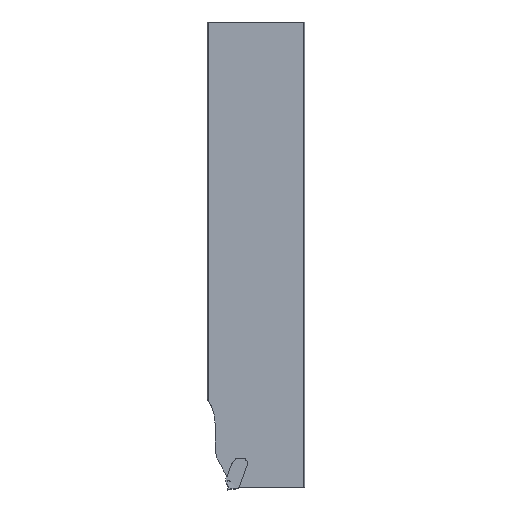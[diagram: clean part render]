
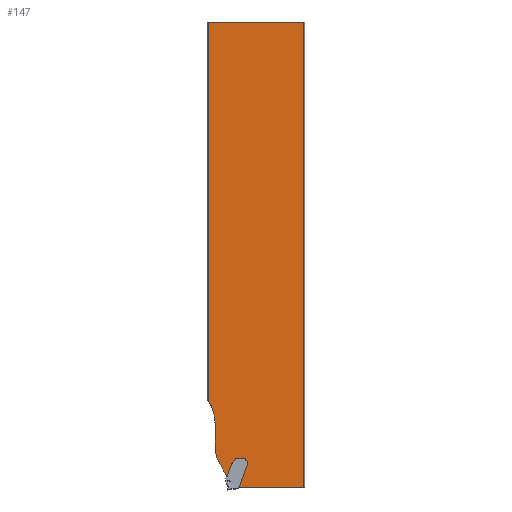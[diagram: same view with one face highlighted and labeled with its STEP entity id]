
A CAD part, left-side view. The second image highlights one B-rep face of the part: STEP entity #147.
In plain terms, the highlighted planar face has unit normal (-1, 0, 0).
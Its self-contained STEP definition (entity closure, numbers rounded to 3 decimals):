
#111=PLANE('',#1692);
#147=ADVANCED_FACE('SHANKHEAD_FACE_LEFT',(#251),#111,.T.);
#251=FACE_OUTER_BOUND('',#327,.T.);
#327=EDGE_LOOP('',(#750,#751,#752,#753,#754,#755,#756,#757,#758,#759,#760,
#761,#762,#763,#764,#765,#766,#767,#768,#769,#770,#771,#772,#773,#774));
#406=LINE('',#2295,#529);
#407=LINE('',#2297,#530);
#408=LINE('',#2301,#531);
#409=LINE('',#2305,#532);
#410=LINE('',#2318,#533);
#411=LINE('',#2322,#534);
#412=LINE('',#2324,#535);
#413=LINE('',#2326,#536);
#414=LINE('',#2332,#537);
#415=LINE('',#2345,#538);
#416=LINE('',#2347,#539);
#417=LINE('',#2349,#540);
#418=LINE('',#2351,#541);
#529=VECTOR('',#1850,1.);
#530=VECTOR('',#1851,1.);
#531=VECTOR('',#1854,1.);
#532=VECTOR('',#1857,1.);
#533=VECTOR('',#1862,1.);
#534=VECTOR('',#1865,1.);
#535=VECTOR('',#1866,1.);
#536=VECTOR('',#1867,1.);
#537=VECTOR('',#1872,1.);
#538=VECTOR('',#1877,1.);
#539=VECTOR('',#1878,1.);
#540=VECTOR('',#1879,1.);
#541=VECTOR('',#1880,1.);
#657=B_SPLINE_CURVE_WITH_KNOTS('',5,(#2309,#2310,#2311,#2312,#2313,#2314),
 .UNSPECIFIED.,.F.,.F.,(6,6),(0.,1.),.UNSPECIFIED.);
#658=B_SPLINE_CURVE_WITH_KNOTS('',5,(#2336,#2337,#2338,#2339,#2340,#2341),
 .UNSPECIFIED.,.F.,.F.,(6,6),(0.,1.),.UNSPECIFIED.);
#693=CIRCLE('',#1680,13.);
#694=CIRCLE('',#1683,10.);
#695=CIRCLE('',#1684,0.563);
#696=CIRCLE('',#1685,1.);
#697=CIRCLE('',#1687,0.8);
#698=CIRCLE('',#1688,0.5);
#699=CIRCLE('',#1689,0.75);
#700=CIRCLE('',#1691,1.);
#750=ORIENTED_EDGE('',*,*,#1319,.F.);
#751=ORIENTED_EDGE('',*,*,#1314,.T.);
#752=ORIENTED_EDGE('',*,*,#1320,.T.);
#753=ORIENTED_EDGE('',*,*,#1321,.T.);
#754=ORIENTED_EDGE('',*,*,#1322,.T.);
#755=ORIENTED_EDGE('',*,*,#1323,.T.);
#756=ORIENTED_EDGE('',*,*,#1324,.T.);
#757=ORIENTED_EDGE('',*,*,#1325,.F.);
#758=ORIENTED_EDGE('',*,*,#1326,.F.);
#759=ORIENTED_EDGE('',*,*,#1327,.F.);
#760=ORIENTED_EDGE('',*,*,#1328,.T.);
#761=ORIENTED_EDGE('',*,*,#1329,.T.);
#762=ORIENTED_EDGE('',*,*,#1330,.T.);
#763=ORIENTED_EDGE('',*,*,#1331,.F.);
#764=ORIENTED_EDGE('',*,*,#1332,.F.);
#765=ORIENTED_EDGE('',*,*,#1333,.T.);
#766=ORIENTED_EDGE('',*,*,#1334,.F.);
#767=ORIENTED_EDGE('',*,*,#1335,.F.);
#768=ORIENTED_EDGE('',*,*,#1336,.F.);
#769=ORIENTED_EDGE('',*,*,#1337,.F.);
#770=ORIENTED_EDGE('',*,*,#1338,.F.);
#771=ORIENTED_EDGE('',*,*,#1339,.F.);
#772=ORIENTED_EDGE('',*,*,#1340,.T.);
#773=ORIENTED_EDGE('',*,*,#1341,.T.);
#774=ORIENTED_EDGE('',*,*,#1342,.T.);
#1166=VERTEX_POINT('',#2264);
#1172=VERTEX_POINT('',#2284);
#1176=VERTEX_POINT('',#2296);
#1177=VERTEX_POINT('',#2298);
#1178=VERTEX_POINT('',#2300);
#1179=VERTEX_POINT('',#2302);
#1180=VERTEX_POINT('',#2304);
#1181=VERTEX_POINT('',#2306);
#1182=VERTEX_POINT('',#2308);
#1183=VERTEX_POINT('',#2315);
#1184=VERTEX_POINT('',#2317);
#1185=VERTEX_POINT('',#2319);
#1186=VERTEX_POINT('',#2321);
#1187=VERTEX_POINT('',#2323);
#1188=VERTEX_POINT('',#2325);
#1189=VERTEX_POINT('',#2327);
#1190=VERTEX_POINT('',#2329);
#1191=VERTEX_POINT('',#2331);
#1192=VERTEX_POINT('',#2333);
#1193=VERTEX_POINT('',#2335);
#1194=VERTEX_POINT('',#2342);
#1195=VERTEX_POINT('',#2344);
#1196=VERTEX_POINT('',#2346);
#1197=VERTEX_POINT('',#2348);
#1198=VERTEX_POINT('',#2350);
#1314=EDGE_CURVE('',#1166,#1172,#693,.T.);
#1319=EDGE_CURVE('',#1166,#1176,#406,.T.);
#1320=EDGE_CURVE('',#1172,#1177,#407,.T.);
#1321=EDGE_CURVE('',#1177,#1178,#694,.T.);
#1322=EDGE_CURVE('',#1178,#1179,#408,.T.);
#1323=EDGE_CURVE('',#1179,#1180,#695,.T.);
#1324=EDGE_CURVE('',#1180,#1181,#409,.T.);
#1325=EDGE_CURVE('',#1182,#1181,#696,.T.);
#1326=EDGE_CURVE('',#1183,#1182,#657,.T.);
#1327=EDGE_CURVE('',#1184,#1183,#1524,.T.);
#1328=EDGE_CURVE('',#1184,#1185,#410,.T.);
#1329=EDGE_CURVE('',#1185,#1186,#697,.T.);
#1330=EDGE_CURVE('',#1186,#1187,#411,.T.);
#1331=EDGE_CURVE('',#1188,#1187,#412,.T.);
#1332=EDGE_CURVE('',#1189,#1188,#413,.T.);
#1333=EDGE_CURVE('',#1189,#1190,#698,.T.);
#1334=EDGE_CURVE('',#1191,#1190,#699,.T.);
#1335=EDGE_CURVE('',#1192,#1191,#414,.T.);
#1336=EDGE_CURVE('',#1193,#1192,#1525,.T.);
#1337=EDGE_CURVE('',#1194,#1193,#658,.T.);
#1338=EDGE_CURVE('',#1195,#1194,#700,.T.);
#1339=EDGE_CURVE('',#1196,#1195,#415,.T.);
#1340=EDGE_CURVE('',#1196,#1197,#416,.T.);
#1341=EDGE_CURVE('',#1197,#1198,#417,.T.);
#1342=EDGE_CURVE('',#1198,#1176,#418,.T.);
#1524=ELLIPSE('',#1686,1.32,1.);
#1525=ELLIPSE('',#1690,1.46,1.);
#1680=AXIS2_PLACEMENT_3D('',#2285,#1840,#1841);
#1683=AXIS2_PLACEMENT_3D('',#2299,#1852,#1853);
#1684=AXIS2_PLACEMENT_3D('',#2303,#1855,#1856);
#1685=AXIS2_PLACEMENT_3D('',#2307,#1858,#1859);
#1686=AXIS2_PLACEMENT_3D('',#2316,#1860,#1861);
#1687=AXIS2_PLACEMENT_3D('',#2320,#1863,#1864);
#1688=AXIS2_PLACEMENT_3D('',#2328,#1868,#1869);
#1689=AXIS2_PLACEMENT_3D('',#2330,#1870,#1871);
#1690=AXIS2_PLACEMENT_3D('',#2334,#1873,#1874);
#1691=AXIS2_PLACEMENT_3D('',#2343,#1875,#1876);
#1692=AXIS2_PLACEMENT_3D('',#2352,#1881,#1882);
#1840=DIRECTION('',(1.,0.,0.));
#1841=DIRECTION('',(0.,1.,0.));
#1850=DIRECTION('',(0.,0.,1.));
#1851=DIRECTION('',(0.,0.,-1.));
#1852=DIRECTION('',(-1.,0.,0.));
#1853=DIRECTION('',(0.,1.,0.));
#1854=DIRECTION('',(0.,-0.5,-0.866));
#1855=DIRECTION('',(-1.,0.,0.));
#1856=DIRECTION('',(0.,1.,0.));
#1857=DIRECTION('',(0.,-0.342,0.94));
#1858=DIRECTION('',(-1.,0.,0.));
#1859=DIRECTION('',(0.,1.,0.));
#1860=DIRECTION('',(-1.,0.,0.));
#1861=DIRECTION('',(0.,-0.707,0.707));
#1862=DIRECTION('',(0.,-0.707,0.707));
#1863=DIRECTION('',(-1.,0.,0.));
#1864=DIRECTION('',(0.,1.,0.));
#1865=DIRECTION('',(0.,0.,1.));
#1866=DIRECTION('',(0.,1.,0.));
#1867=DIRECTION('',(0.,0.,1.));
#1868=DIRECTION('',(-1.,0.,0.));
#1869=DIRECTION('',(0.,1.,0.));
#1870=DIRECTION('',(-1.,0.,0.));
#1871=DIRECTION('',(0.,1.,0.));
#1872=DIRECTION('',(0.,0.,1.));
#1873=DIRECTION('',(-1.,0.,0.));
#1874=DIRECTION('',(0.,0.,-1.));
#1875=DIRECTION('',(-1.,0.,0.));
#1876=DIRECTION('',(0.,1.,0.));
#1877=DIRECTION('',(0.,-0.342,0.94));
#1878=DIRECTION('',(0.,-1.,0.));
#1879=DIRECTION('',(0.,0.,1.));
#1880=DIRECTION('',(0.,1.,0.));
#1881=DIRECTION('',(-1.,0.,0.));
#1882=DIRECTION('',(0.,1.,0.));
#2264=CARTESIAN_POINT('',(-2.35,31.27,-121.37));
#2284=CARTESIAN_POINT('',(-2.35,29.075,-128.6));
#2285=CARTESIAN_POINT('',(-2.35,42.075,-128.6));
#2295=CARTESIAN_POINT('',(-2.35,31.27,-165.));
#2296=CARTESIAN_POINT('',(-2.35,31.27,0.));
#2297=CARTESIAN_POINT('',(-2.35,29.075,-167.585));
#2298=CARTESIAN_POINT('',(-2.35,29.075,-136.291));
#2299=CARTESIAN_POINT('',(-2.35,19.075,-136.291));
#2300=CARTESIAN_POINT('',(-2.35,27.735,-141.291));
#2301=CARTESIAN_POINT('',(-2.35,17.978,-158.19));
#2302=CARTESIAN_POINT('',(-2.35,25.264,-145.571));
#2303=CARTESIAN_POINT('',(-2.35,25.67,-145.18));
#2304=CARTESIAN_POINT('',(-2.35,25.14,-145.373));
#2305=CARTESIAN_POINT('',(-2.35,33.345,-167.915));
#2306=CARTESIAN_POINT('',(-2.35,23.808,-141.711));
#2307=CARTESIAN_POINT('',(-2.35,22.868,-142.053));
#2308=CARTESIAN_POINT('',(-2.35,23.69,-141.484));
#2309=CARTESIAN_POINT('',(-2.35,23.661,-141.446));
#2310=CARTESIAN_POINT('',(-2.35,23.667,-141.453));
#2311=CARTESIAN_POINT('',(-2.35,23.673,-141.461));
#2312=CARTESIAN_POINT('',(-2.35,23.679,-141.468));
#2313=CARTESIAN_POINT('',(-2.35,23.684,-141.476));
#2314=CARTESIAN_POINT('',(-2.35,23.69,-141.484));
#2315=CARTESIAN_POINT('',(-2.35,23.661,-141.446));
#2316=CARTESIAN_POINT('',(-2.35,22.834,-142.019));
#2317=CARTESIAN_POINT('',(-2.35,23.541,-141.312));
#2318=CARTESIAN_POINT('',(-2.35,42.032,-159.803));
#2319=CARTESIAN_POINT('',(-2.35,22.704,-140.476));
#2320=CARTESIAN_POINT('',(-2.35,23.27,-139.91));
#2321=CARTESIAN_POINT('',(-2.35,22.47,-139.91));
#2322=CARTESIAN_POINT('',(-2.35,22.47,-167.585));
#2323=CARTESIAN_POINT('',(-2.35,22.47,-139.81));
#2324=CARTESIAN_POINT('',(-2.35,34.25,-139.81));
#2325=CARTESIAN_POINT('',(-2.35,19.251,-139.81));
#2326=CARTESIAN_POINT('',(-2.35,19.251,-167.585));
#2327=CARTESIAN_POINT('',(-2.35,19.251,-140.105));
#2328=CARTESIAN_POINT('',(-2.35,18.751,-140.105));
#2329=CARTESIAN_POINT('',(-2.35,19.051,-140.505));
#2330=CARTESIAN_POINT('',(-2.35,19.501,-141.105));
#2331=CARTESIAN_POINT('',(-2.35,18.751,-141.105));
#2332=CARTESIAN_POINT('',(-2.35,18.751,-167.585));
#2333=CARTESIAN_POINT('',(-2.35,18.751,-141.559));
#2334=CARTESIAN_POINT('',(-2.35,19.751,-141.559));
#2335=CARTESIAN_POINT('',(-2.35,18.776,-141.884));
#2336=CARTESIAN_POINT('',(-2.35,18.793,-141.961));
#2337=CARTESIAN_POINT('',(-2.35,18.789,-141.946));
#2338=CARTESIAN_POINT('',(-2.35,18.785,-141.931));
#2339=CARTESIAN_POINT('',(-2.35,18.781,-141.916));
#2340=CARTESIAN_POINT('',(-2.35,18.778,-141.9));
#2341=CARTESIAN_POINT('',(-2.35,18.776,-141.884));
#2342=CARTESIAN_POINT('',(-2.35,18.793,-141.961));
#2343=CARTESIAN_POINT('',(-2.35,19.751,-141.672));
#2344=CARTESIAN_POINT('',(-2.35,18.811,-142.014));
#2345=CARTESIAN_POINT('',(-2.35,28.835,-169.556));
#2346=CARTESIAN_POINT('',(-2.35,21.407,-149.148));
#2347=CARTESIAN_POINT('',(-2.35,34.25,-149.148));
#2348=CARTESIAN_POINT('',(-2.35,0.63,-149.148));
#2349=CARTESIAN_POINT('',(-2.35,0.63,-165.));
#2350=CARTESIAN_POINT('',(-2.35,0.63,0.));
#2351=CARTESIAN_POINT('',(-2.35,34.25,0.));
#2352=CARTESIAN_POINT('',(-2.35,34.25,-167.585));
